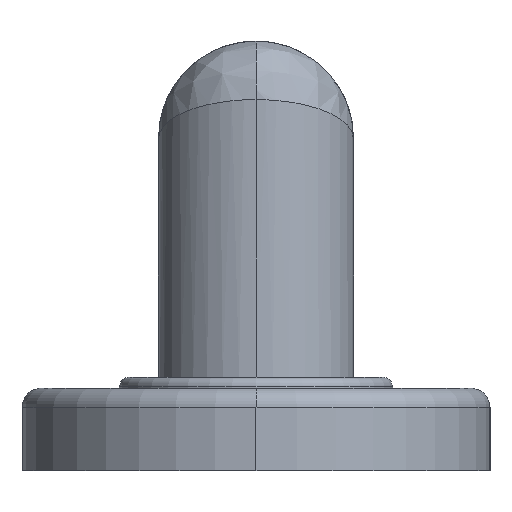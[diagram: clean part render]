
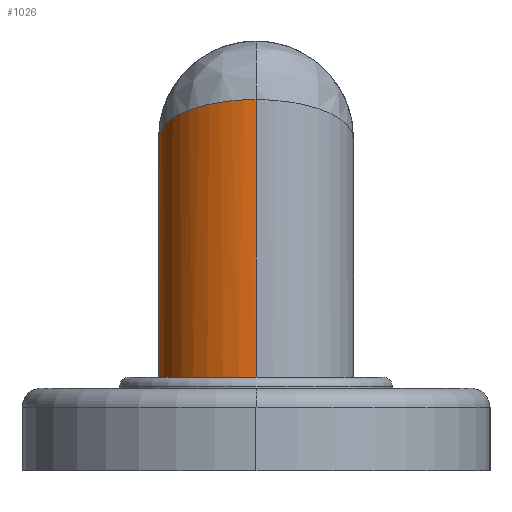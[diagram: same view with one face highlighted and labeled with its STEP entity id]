
A CAD part, left-side view. The second image highlights one B-rep face of the part: STEP entity #1026.
In plain terms, the highlighted cylindrical face has radius 15.875 mm (diameter 31.75 mm), a partial arc.
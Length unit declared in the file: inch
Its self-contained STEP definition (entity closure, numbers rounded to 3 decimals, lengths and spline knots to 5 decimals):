
#134=CARTESIAN_POINT('',(0.,0.,0.6));
#135=DIRECTION('',(0.,0.,-1.));
#136=DIRECTION('',(-1.,0.,0.));
#137=AXIS2_PLACEMENT_3D('',#134,#135,#136);
#139=CARTESIAN_POINT('',(0.625,0.,
1.443));
#140=CARTESIAN_POINT('',(0.625,0.01664,1.443));
#141=CARTESIAN_POINT('',(0.62367,0.0502,1.44447));
#142=CARTESIAN_POINT('',(0.61751,0.10098,1.45123));
#143=CARTESIAN_POINT('',(0.60697,0.15214,1.46282));
#144=CARTESIAN_POINT('',(0.59174,0.20362,1.47956));
#145=CARTESIAN_POINT('',(0.57134,0.25547,1.50198));
#146=CARTESIAN_POINT('',(0.54525,0.30741,1.53066));
#147=CARTESIAN_POINT('',(0.51283,0.35907,1.56629));
#148=CARTESIAN_POINT('',(0.47346,0.40976,1.60958));
#149=CARTESIAN_POINT('',(0.4266,0.45852,1.66108));
#150=CARTESIAN_POINT('',(0.37193,0.50405,1.72118));
#151=CARTESIAN_POINT('',(0.30945,0.54479,1.78985));
#152=CARTESIAN_POINT('',(0.23965,0.57903,1.86657));
#153=CARTESIAN_POINT('',(0.16364,0.60503,1.95012));
#154=CARTESIAN_POINT('',(0.08292,0.62131,2.03885));
#155=CARTESIAN_POINT('',(0.02786,0.625,2.09938));
#156=CARTESIAN_POINT('',(0.,0.625,2.13));
#158=CARTESIAN_POINT('',(-0.625,0.,2.38));
#159=CARTESIAN_POINT('',(-0.625,0.02079,
2.38));
#160=CARTESIAN_POINT('',(-0.62292,0.06243,
2.37916));
#161=CARTESIAN_POINT('',(-0.61357,0.12438,
2.37543));
#162=CARTESIAN_POINT('',(-0.598,0.18533,
2.36921));
#163=CARTESIAN_POINT('',(-0.57625,0.24475,
2.36049));
#164=CARTESIAN_POINT('',(-0.5484,0.30207,
2.34937));
#165=CARTESIAN_POINT('',(-0.51457,0.35669,
2.33583));
#166=CARTESIAN_POINT('',(-0.47492,0.40803,
2.31996));
#167=CARTESIAN_POINT('',(-0.42972,0.45542,
2.30189));
#168=CARTESIAN_POINT('',(-0.37931,0.49822,
2.28172));
#169=CARTESIAN_POINT('',(-0.32412,0.53579,
2.25964));
#170=CARTESIAN_POINT('',(-0.26472,0.56751,
2.23589));
#171=CARTESIAN_POINT('',(-0.2018,0.59283,
2.21073));
#172=CARTESIAN_POINT('',(-0.13613,0.61127,
2.18444));
#173=CARTESIAN_POINT('',(-0.06859,0.62249,
2.15743));
#174=CARTESIAN_POINT('',(-0.02287,0.625,
2.13923));
#175=CARTESIAN_POINT('',(0.,0.625,2.13));
#177=DIRECTION('',(0.,0.,-1.));
#178=VECTOR('',#177,1.78);
#179=CARTESIAN_POINT('',(-0.625,0.,2.38));
#180=LINE('',#179,#178);
#320=DIRECTION('',(0.,0.,-1.));
#321=VECTOR('',#320,0.843);
#322=CARTESIAN_POINT('',(0.625,0.,
1.443));
#323=LINE('',#322,#321);
#694=CARTESIAN_POINT('',(-0.625,0.,2.38));
#696=VERTEX_POINT('',#694);
#702=VERTEX_POINT('',#139);
#703=VERTEX_POINT('',#156);
#718=CARTESIAN_POINT('',(0.625,0.,0.6));
#719=CARTESIAN_POINT('',(-0.625,0.,0.6));
#720=VERTEX_POINT('',#718);
#721=VERTEX_POINT('',#719);
#1010=CARTESIAN_POINT('',(0.,0.,2.13));
#1011=DIRECTION('',(0.,0.,-1.));
#1012=DIRECTION('',(1.,0.,0.));
#1013=AXIS2_PLACEMENT_3D('',#1010,#1011,#1012);
#1014=CYLINDRICAL_SURFACE('',#1013,0.625);
#1016=ORIENTED_EDGE('',*,*,#1015,.T.);
#1018=ORIENTED_EDGE('',*,*,#1017,.F.);
#1019=ORIENTED_EDGE('',*,*,#1002,.T.);
#1021=ORIENTED_EDGE('',*,*,#1020,.F.);
#1023=ORIENTED_EDGE('',*,*,#1022,.T.);
#1024=EDGE_LOOP('',(#1016,#1018,#1019,#1021,#1023));
#1025=FACE_OUTER_BOUND('',#1024,.F.);
#1026=ADVANCED_FACE('',(#1025),#1014,.T.);
#138=CIRCLE('',#137,0.625);
#157=B_SPLINE_CURVE_WITH_KNOTS('',3,(#139,#140,#141,#142,#143,#144,#145,#146,
#147,#148,#149,#150,#151,#152,#153,#154,#155,#156),.UNSPECIFIED.,.F.,.F.,(4,1,1,
1,1,1,1,1,1,1,1,1,1,1,1,4),(0.,0.06667,0.13333,0.2,
0.26667,0.33333,0.4,0.46667,0.53333,
0.6,0.66667,0.73333,0.8,0.86667,
0.93333,1.),.UNSPECIFIED.);
#176=B_SPLINE_CURVE_WITH_KNOTS('',3,(#158,#159,#160,#161,#162,#163,#164,#165,
#166,#167,#168,#169,#170,#171,#172,#173,#174,#175),.UNSPECIFIED.,.F.,.F.,(4,1,1,
1,1,1,1,1,1,1,1,1,1,1,1,4),(0.,0.06667,0.13333,0.2,
0.26667,0.33333,0.4,0.46667,0.53333,
0.6,0.66667,0.73333,0.8,0.86667,
0.93333,1.),.UNSPECIFIED.);
#1002=EDGE_CURVE('',#702,#703,#157,.T.);
#1015=EDGE_CURVE('',#721,#720,#138,.T.);
#1017=EDGE_CURVE('',#702,#720,#323,.T.);
#1020=EDGE_CURVE('',#696,#703,#176,.T.);
#1022=EDGE_CURVE('',#696,#721,#180,.T.);
